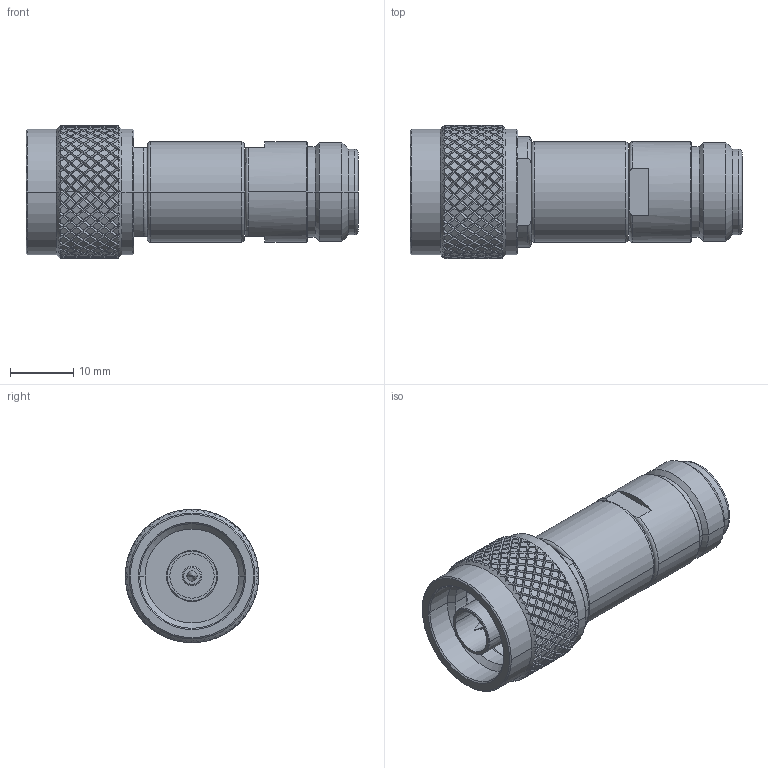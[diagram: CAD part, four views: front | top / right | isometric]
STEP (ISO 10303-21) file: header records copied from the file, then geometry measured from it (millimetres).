
FILE_DESCRIPTION (( 'STEP AP214' ), '1' );
FILE_NAME ('FMAT7612-10_3D.step', '2025-01-22T00:33:05', ( '' ), ( '' ), 'SwSTEP 2.0', 'SolidWorks 2022', '' );
FILE_SCHEMA (( 'AUTOMOTIVE_DESIGN' ));
Length unit declared in the file: millimetre
Products named in the file (1): FMAT7612-10_3D
Bounding box: 52.35 x 21 x 21 mm (x, y, z)
Volume: 9501.1 mm3; surface area: 7498 mm2
Topology: 4 solids, 4 shells, 1929 faces, 4060 edges, 2148 vertices
Faces by surface type: bspline 1400, cylinder 408, cone 58, plane 41, torus 22
Entity records: 99001 total; most frequent: CARTESIAN_POINT 68165, ORIENTED_EDGE 8120, EDGE_CURVE 4060, VERTEX_POINT 2148, EDGE_LOOP 1942, ADVANCED_FACE 1929, FACE_OUTER_BOUND 1929, DIRECTION 1820
